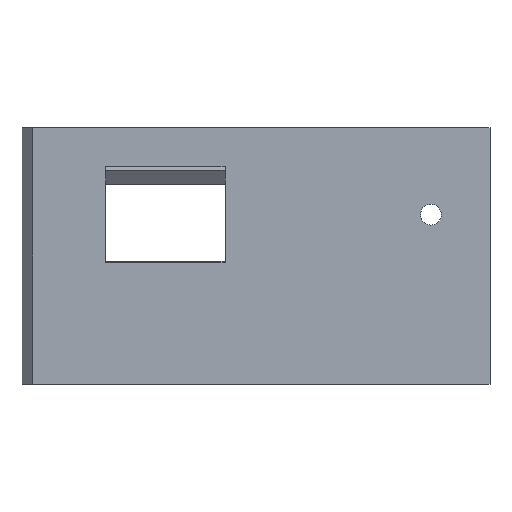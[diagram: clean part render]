
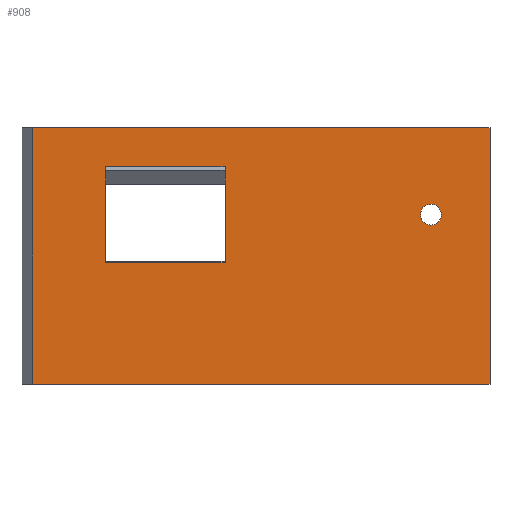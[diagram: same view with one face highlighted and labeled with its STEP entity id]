
A CAD part, left-side view. The second image highlights one B-rep face of the part: STEP entity #908.
In plain terms, the highlighted planar face has unit normal (-1, 0, 0).
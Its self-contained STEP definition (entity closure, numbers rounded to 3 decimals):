
#17=CIRCLE('',#966,1.75);
#27=FACE_BOUND('',#125,.T.);
#28=FACE_BOUND('',#126,.T.);
#73=FACE_OUTER_BOUND('',#124,.T.);
#124=EDGE_LOOP('',(#796,#797,#798,#799));
#125=EDGE_LOOP('',(#800,#801,#802,#803));
#126=EDGE_LOOP('',(#804));
#214=LINE('',#1378,#333);
#226=LINE('',#1403,#345);
#230=LINE('',#1410,#349);
#233=LINE('',#1416,#352);
#234=LINE('',#1418,#353);
#244=LINE('',#1447,#363);
#245=LINE('',#1450,#364);
#246=LINE('',#1451,#365);
#333=VECTOR('',#1120,10.);
#345=VECTOR('',#1144,10.);
#349=VECTOR('',#1150,10.);
#352=VECTOR('',#1155,10.);
#353=VECTOR('',#1158,10.);
#363=VECTOR('',#1192,10.);
#364=VECTOR('',#1195,10.);
#365=VECTOR('',#1196,10.);
#427=VERTEX_POINT('',#1375);
#428=VERTEX_POINT('',#1377);
#434=VERTEX_POINT('',#1400);
#435=VERTEX_POINT('',#1402);
#437=VERTEX_POINT('',#1408);
#439=VERTEX_POINT('',#1414);
#441=VERTEX_POINT('',#1426);
#446=VERTEX_POINT('',#1445);
#447=VERTEX_POINT('',#1449);
#533=EDGE_CURVE('',#427,#428,#214,.T.);
#546=EDGE_CURVE('',#435,#434,#226,.T.);
#550=EDGE_CURVE('',#434,#437,#230,.T.);
#553=EDGE_CURVE('',#437,#439,#233,.T.);
#554=EDGE_CURVE('',#439,#435,#234,.T.);
#558=EDGE_CURVE('',#441,#441,#17,.T.);
#568=EDGE_CURVE('',#428,#446,#244,.T.);
#569=EDGE_CURVE('',#446,#447,#245,.T.);
#570=EDGE_CURVE('',#427,#447,#246,.T.);
#796=ORIENTED_EDGE('',*,*,#569,.F.);
#797=ORIENTED_EDGE('',*,*,#568,.F.);
#798=ORIENTED_EDGE('',*,*,#533,.F.);
#799=ORIENTED_EDGE('',*,*,#570,.T.);
#800=ORIENTED_EDGE('',*,*,#554,.T.);
#801=ORIENTED_EDGE('',*,*,#546,.T.);
#802=ORIENTED_EDGE('',*,*,#550,.T.);
#803=ORIENTED_EDGE('',*,*,#553,.T.);
#804=ORIENTED_EDGE('',*,*,#558,.T.);
#861=PLANE('',#974);
#908=ADVANCED_FACE('',(#73,#27,#28),#861,.T.);
#966=AXIS2_PLACEMENT_3D('',#1427,#1169,#1170);
#974=AXIS2_PLACEMENT_3D('',#1448,#1193,#1194);
#1120=DIRECTION('',(0.,0.,1.));
#1144=DIRECTION('',(0.,1.,0.));
#1150=DIRECTION('',(0.,0.,1.));
#1155=DIRECTION('',(0.,-1.,0.));
#1158=DIRECTION('',(0.,0.,-1.));
#1169=DIRECTION('center_axis',(1.,0.,0.));
#1170=DIRECTION('ref_axis',(0.,-1.,0.));
#1192=DIRECTION('',(0.,-1.,0.));
#1193=DIRECTION('center_axis',(-1.,0.,0.));
#1194=DIRECTION('ref_axis',(0.,0.,-1.));
#1195=DIRECTION('',(0.,0.,-1.));
#1196=DIRECTION('',(0.,-1.,0.));
#1375=CARTESIAN_POINT('',(-395.999,217.173,4.));
#1377=CARTESIAN_POINT('',(-395.999,217.173,46.999));
#1378=CARTESIAN_POINT('',(-395.999,217.173,36.249));
#1400=CARTESIAN_POINT('',(-395.999,205.,24.423));
#1402=CARTESIAN_POINT('',(-395.999,185.,24.423));
#1403=CARTESIAN_POINT('',(-395.999,203.,24.423));
#1408=CARTESIAN_POINT('',(-395.999,205.,40.423));
#1410=CARTESIAN_POINT('',(-395.999,205.,35.711));
#1414=CARTESIAN_POINT('',(-395.999,185.,40.423));
#1416=CARTESIAN_POINT('',(-395.999,213.,40.423));
#1418=CARTESIAN_POINT('',(-395.999,185.,43.711));
#1426=CARTESIAN_POINT('',(-395.999,152.25,32.423));
#1427=CARTESIAN_POINT('Origin',(-395.999,150.5,32.423));
#1445=CARTESIAN_POINT('',(-395.999,140.6,46.999));
#1447=CARTESIAN_POINT('',(-395.999,220.999,46.999));
#1448=CARTESIAN_POINT('Origin',(-395.999,220.999,46.999));
#1449=CARTESIAN_POINT('',(-395.999,140.6,4.));
#1450=CARTESIAN_POINT('',(-395.999,140.6,36.249));
#1451=CARTESIAN_POINT('',(-395.999,220.999,4.));
